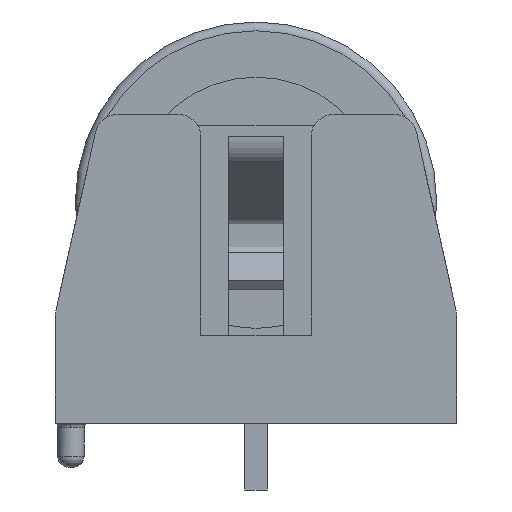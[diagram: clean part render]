
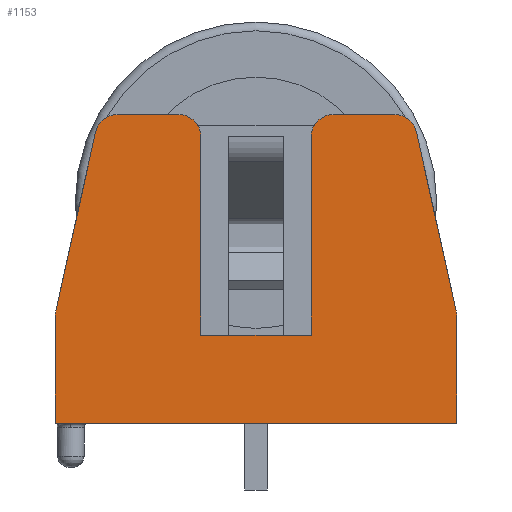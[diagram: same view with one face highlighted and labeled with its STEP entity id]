
A CAD part, left-side view. The second image highlights one B-rep face of the part: STEP entity #1153.
In plain terms, the highlighted face is planar.
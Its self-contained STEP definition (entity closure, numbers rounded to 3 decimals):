
#857 = VERTEX_POINT('',#858);
#858 = CARTESIAN_POINT('',(21.55,7.,-9.1));
#947 = VERTEX_POINT('',#948);
#948 = CARTESIAN_POINT('',(21.55,7.,9.1));
#954 = EDGE_CURVE('',#947,#857,#955,.T.);
#955 = LINE('',#956,#957);
#956 = CARTESIAN_POINT('',(21.55,7.,9.1));
#957 = VECTOR('',#958,1.);
#958 = DIRECTION('',(0.,0.,-1.));
#1102 = EDGE_CURVE('',#857,#1103,#1105,.T.);
#1103 = VERTEX_POINT('',#1104);
#1104 = CARTESIAN_POINT('',(21.55,2.11,-9.1));
#1105 = LINE('',#1106,#1107);
#1106 = CARTESIAN_POINT('',(21.55,7.,-9.1));
#1107 = VECTOR('',#1108,1.);
#1108 = DIRECTION('',(0.,-1.,0.));
#1153 = ADVANCED_FACE('',(#1154),#1274,.T.);
#1154 = FACE_BOUND('',#1155,.T.);
#1155 = EDGE_LOOP('',(#1156,#1157,#1158,#1166,#1175,#1183,#1192,#1200,
    #1209,#1217,#1225,#1233,#1242,#1250,#1259,#1267));
#1156 = ORIENTED_EDGE('',*,*,#1102,.F.);
#1157 = ORIENTED_EDGE('',*,*,#954,.F.);
#1158 = ORIENTED_EDGE('',*,*,#1159,.T.);
#1159 = EDGE_CURVE('',#947,#1160,#1162,.T.);
#1160 = VERTEX_POINT('',#1161);
#1161 = CARTESIAN_POINT('',(21.55,2.11,9.1));
#1162 = LINE('',#1163,#1164);
#1163 = CARTESIAN_POINT('',(21.55,7.,9.1));
#1164 = VECTOR('',#1165,1.);
#1165 = DIRECTION('',(0.,-1.,0.));
#1166 = ORIENTED_EDGE('',*,*,#1167,.T.);
#1167 = EDGE_CURVE('',#1160,#1168,#1170,.T.);
#1168 = VERTEX_POINT('',#1169);
#1169 = CARTESIAN_POINT('',(21.55,1.893,9.076));
#1170 = CIRCLE('',#1171,1.);
#1171 = AXIS2_PLACEMENT_3D('',#1172,#1173,#1174);
#1172 = CARTESIAN_POINT('',(21.55,2.11,8.1));
#1173 = DIRECTION('',(1.,0.,0.));
#1174 = DIRECTION('',(0.,0.,1.));
#1175 = ORIENTED_EDGE('',*,*,#1176,.F.);
#1176 = EDGE_CURVE('',#1177,#1168,#1179,.T.);
#1177 = VERTEX_POINT('',#1178);
#1178 = CARTESIAN_POINT('',(21.55,-6.217,7.274));
#1179 = LINE('',#1180,#1181);
#1180 = CARTESIAN_POINT('',(21.55,4.382,9.629));
#1181 = VECTOR('',#1182,1.);
#1182 = DIRECTION('',(0.,0.976,0.217));
#1183 = ORIENTED_EDGE('',*,*,#1184,.T.);
#1184 = EDGE_CURVE('',#1177,#1185,#1187,.T.);
#1185 = VERTEX_POINT('',#1186);
#1186 = CARTESIAN_POINT('',(21.55,-7.,6.298));
#1187 = CIRCLE('',#1188,1.);
#1188 = AXIS2_PLACEMENT_3D('',#1189,#1190,#1191);
#1189 = CARTESIAN_POINT('',(21.55,-6.,6.298));
#1190 = DIRECTION('',(1.,0.,0.));
#1191 = DIRECTION('',(0.,0.,1.));
#1192 = ORIENTED_EDGE('',*,*,#1193,.T.);
#1193 = EDGE_CURVE('',#1185,#1194,#1196,.T.);
#1194 = VERTEX_POINT('',#1195);
#1195 = CARTESIAN_POINT('',(21.55,-7.,3.5));
#1196 = LINE('',#1197,#1198);
#1197 = CARTESIAN_POINT('',(21.55,-7.,9.1));
#1198 = VECTOR('',#1199,1.);
#1199 = DIRECTION('',(0.,0.,-1.));
#1200 = ORIENTED_EDGE('',*,*,#1201,.F.);
#1201 = EDGE_CURVE('',#1202,#1194,#1204,.T.);
#1202 = VERTEX_POINT('',#1203);
#1203 = CARTESIAN_POINT('',(21.55,-6.,2.5));
#1204 = CIRCLE('',#1205,1.);
#1205 = AXIS2_PLACEMENT_3D('',#1206,#1207,#1208);
#1206 = CARTESIAN_POINT('',(21.55,-6.,3.5));
#1207 = DIRECTION('',(-1.,0.,0.));
#1208 = DIRECTION('',(0.,0.,-1.));
#1209 = ORIENTED_EDGE('',*,*,#1210,.T.);
#1210 = EDGE_CURVE('',#1202,#1211,#1213,.T.);
#1211 = VERTEX_POINT('',#1212);
#1212 = CARTESIAN_POINT('',(21.55,3.,2.5));
#1213 = LINE('',#1214,#1215);
#1214 = CARTESIAN_POINT('',(21.55,-7.,2.5));
#1215 = VECTOR('',#1216,1.);
#1216 = DIRECTION('',(0.,1.,0.));
#1217 = ORIENTED_EDGE('',*,*,#1218,.T.);
#1218 = EDGE_CURVE('',#1211,#1219,#1221,.T.);
#1219 = VERTEX_POINT('',#1220);
#1220 = CARTESIAN_POINT('',(21.55,3.,-2.5));
#1221 = LINE('',#1222,#1223);
#1222 = CARTESIAN_POINT('',(21.55,3.,2.5));
#1223 = VECTOR('',#1224,1.);
#1224 = DIRECTION('',(0.,0.,-1.));
#1225 = ORIENTED_EDGE('',*,*,#1226,.T.);
#1226 = EDGE_CURVE('',#1219,#1227,#1229,.T.);
#1227 = VERTEX_POINT('',#1228);
#1228 = CARTESIAN_POINT('',(21.55,-6.,-2.5));
#1229 = LINE('',#1230,#1231);
#1230 = CARTESIAN_POINT('',(21.55,3.,-2.5));
#1231 = VECTOR('',#1232,1.);
#1232 = DIRECTION('',(0.,-1.,0.));
#1233 = ORIENTED_EDGE('',*,*,#1234,.F.);
#1234 = EDGE_CURVE('',#1235,#1227,#1237,.T.);
#1235 = VERTEX_POINT('',#1236);
#1236 = CARTESIAN_POINT('',(21.55,-7.,-3.5));
#1237 = CIRCLE('',#1238,1.);
#1238 = AXIS2_PLACEMENT_3D('',#1239,#1240,#1241);
#1239 = CARTESIAN_POINT('',(21.55,-6.,-3.5));
#1240 = DIRECTION('',(-1.,0.,0.));
#1241 = DIRECTION('',(0.,0.,-1.));
#1242 = ORIENTED_EDGE('',*,*,#1243,.T.);
#1243 = EDGE_CURVE('',#1235,#1244,#1246,.T.);
#1244 = VERTEX_POINT('',#1245);
#1245 = CARTESIAN_POINT('',(21.55,-7.,-6.298));
#1246 = LINE('',#1247,#1248);
#1247 = CARTESIAN_POINT('',(21.55,-7.,9.1));
#1248 = VECTOR('',#1249,1.);
#1249 = DIRECTION('',(0.,0.,-1.));
#1250 = ORIENTED_EDGE('',*,*,#1251,.F.);
#1251 = EDGE_CURVE('',#1252,#1244,#1254,.T.);
#1252 = VERTEX_POINT('',#1253);
#1253 = CARTESIAN_POINT('',(21.55,-6.217,-7.274));
#1254 = CIRCLE('',#1255,1.);
#1255 = AXIS2_PLACEMENT_3D('',#1256,#1257,#1258);
#1256 = CARTESIAN_POINT('',(21.55,-6.,-6.298));
#1257 = DIRECTION('',(-1.,0.,0.));
#1258 = DIRECTION('',(0.,0.,1.));
#1259 = ORIENTED_EDGE('',*,*,#1260,.T.);
#1260 = EDGE_CURVE('',#1252,#1261,#1263,.T.);
#1261 = VERTEX_POINT('',#1262);
#1262 = CARTESIAN_POINT('',(21.55,1.893,-9.076));
#1263 = LINE('',#1264,#1265);
#1264 = CARTESIAN_POINT('',(21.55,2.455,-9.201));
#1265 = VECTOR('',#1266,1.);
#1266 = DIRECTION('',(0.,0.976,-0.217));
#1267 = ORIENTED_EDGE('',*,*,#1268,.F.);
#1268 = EDGE_CURVE('',#1103,#1261,#1269,.T.);
#1269 = CIRCLE('',#1270,1.);
#1270 = AXIS2_PLACEMENT_3D('',#1271,#1272,#1273);
#1271 = CARTESIAN_POINT('',(21.55,2.11,-8.1));
#1272 = DIRECTION('',(-1.,0.,0.));
#1273 = DIRECTION('',(0.,0.,1.));
#1274 = PLANE('',#1275);
#1275 = AXIS2_PLACEMENT_3D('',#1276,#1277,#1278);
#1276 = CARTESIAN_POINT('',(21.55,7.,9.1));
#1277 = DIRECTION('',(1.,0.,0.));
#1278 = DIRECTION('',(0.,0.,-1.));
